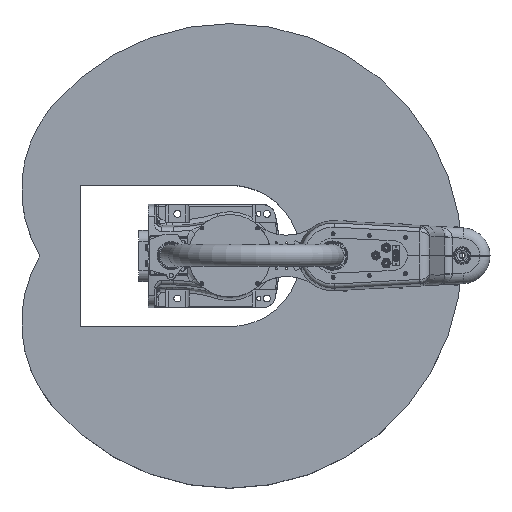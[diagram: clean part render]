
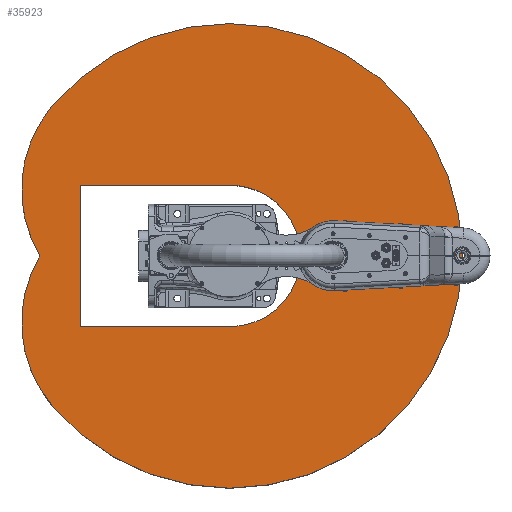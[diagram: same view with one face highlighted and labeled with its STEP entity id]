
A CAD part, top view. The second image highlights one B-rep face of the part: STEP entity #35923.
In plain terms, the highlighted planar face has unit normal (0, 0, 1).
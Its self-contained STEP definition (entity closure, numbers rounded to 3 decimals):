
#881=FACE_BOUND('',#13011,.T.);
#1853=PLANE('',#39678);
#4253=LINE('',#76905,#6662);
#4257=LINE('',#76917,#6666);
#4260=LINE('',#76921,#6669);
#6662=VECTOR('',#48900,10.);
#6666=VECTOR('',#48912,10.);
#6669=VECTOR('',#48917,10.);
#8758=CIRCLE('',#39666,137.);
#8760=CIRCLE('',#39671,250.);
#8762=CIRCLE('',#39674,250.);
#8764=CIRCLE('',#39677,450.);
#10744=FACE_OUTER_BOUND('',#13010,.T.);
#13010=EDGE_LOOP('',(#31733,#31734,#31735));
#13011=EDGE_LOOP('',(#31736,#31737,#31738,#31739));
#16885=VERTEX_POINT('',#76902);
#16886=VERTEX_POINT('',#76904);
#16888=VERTEX_POINT('',#76910);
#16890=VERTEX_POINT('',#76916);
#16893=VERTEX_POINT('',#76926);
#16894=VERTEX_POINT('',#76928);
#16896=VERTEX_POINT('',#76934);
#21828=EDGE_CURVE('',#16886,#16885,#4253,.T.);
#21831=EDGE_CURVE('',#16888,#16886,#8758,.T.);
#21834=EDGE_CURVE('',#16890,#16888,#4257,.T.);
#21837=EDGE_CURVE('',#16885,#16890,#4260,.T.);
#21840=EDGE_CURVE('',#16894,#16893,#8760,.T.);
#21843=EDGE_CURVE('',#16896,#16894,#8762,.T.);
#21846=EDGE_CURVE('',#16893,#16896,#8764,.T.);
#31733=ORIENTED_EDGE('',*,*,#21846,.T.);
#31734=ORIENTED_EDGE('',*,*,#21843,.T.);
#31735=ORIENTED_EDGE('',*,*,#21840,.T.);
#31736=ORIENTED_EDGE('',*,*,#21837,.T.);
#31737=ORIENTED_EDGE('',*,*,#21834,.T.);
#31738=ORIENTED_EDGE('',*,*,#21831,.T.);
#31739=ORIENTED_EDGE('',*,*,#21828,.T.);
#35923=ADVANCED_FACE('',(#10744,#881),#1853,.T.);
#39666=AXIS2_PLACEMENT_3D('',#76911,#48906,#48907);
#39671=AXIS2_PLACEMENT_3D('',#76929,#48923,#48924);
#39674=AXIS2_PLACEMENT_3D('',#76935,#48930,#48931);
#39677=AXIS2_PLACEMENT_3D('',#76939,#48937,#48938);
#39678=AXIS2_PLACEMENT_3D('',#76940,#48939,#48940);
#48900=DIRECTION('',(0.,-1.,0.));
#48906=DIRECTION('center_axis',(0.,0.,-1.));
#48907=DIRECTION('ref_axis',(-1.,0.,0.));
#48912=DIRECTION('',(0.,1.,0.));
#48917=DIRECTION('',(-1.,0.,0.));
#48923=DIRECTION('center_axis',(0.,0.,1.));
#48924=DIRECTION('ref_axis',(1.,0.,0.));
#48930=DIRECTION('center_axis',(0.,0.,1.));
#48931=DIRECTION('ref_axis',(1.,0.,0.));
#48937=DIRECTION('center_axis',(0.,0.,1.));
#48938=DIRECTION('ref_axis',(1.,0.,0.));
#48939=DIRECTION('center_axis',(0.,0.,1.));
#48940=DIRECTION('ref_axis',(1.,0.,0.));
#76902=CARTESIAN_POINT('',(137.,-290.,200.));
#76904=CARTESIAN_POINT('',(137.,0.,200.));
#76905=CARTESIAN_POINT('',(137.,0.,200.));
#76910=CARTESIAN_POINT('',(-137.,0.,200.));
#76911=CARTESIAN_POINT('Origin',(0.,0.,200.));
#76916=CARTESIAN_POINT('',(-137.,-290.,200.));
#76917=CARTESIAN_POINT('',(-137.,-290.,200.));
#76921=CARTESIAN_POINT('',(137.,-290.,200.));
#76926=CARTESIAN_POINT('',(288.746,-345.146,200.));
#76928=CARTESIAN_POINT('',(0.,-367.622,200.));
#76929=CARTESIAN_POINT('Origin',(128.558,-153.209,200.));
#76934=CARTESIAN_POINT('',(-288.746,-345.146,200.));
#76935=CARTESIAN_POINT('Origin',(-128.558,-153.209,200.));
#76939=CARTESIAN_POINT('Origin',(0.,0.,200.));
#76940=CARTESIAN_POINT('Origin',(0.,23.396,200.));
